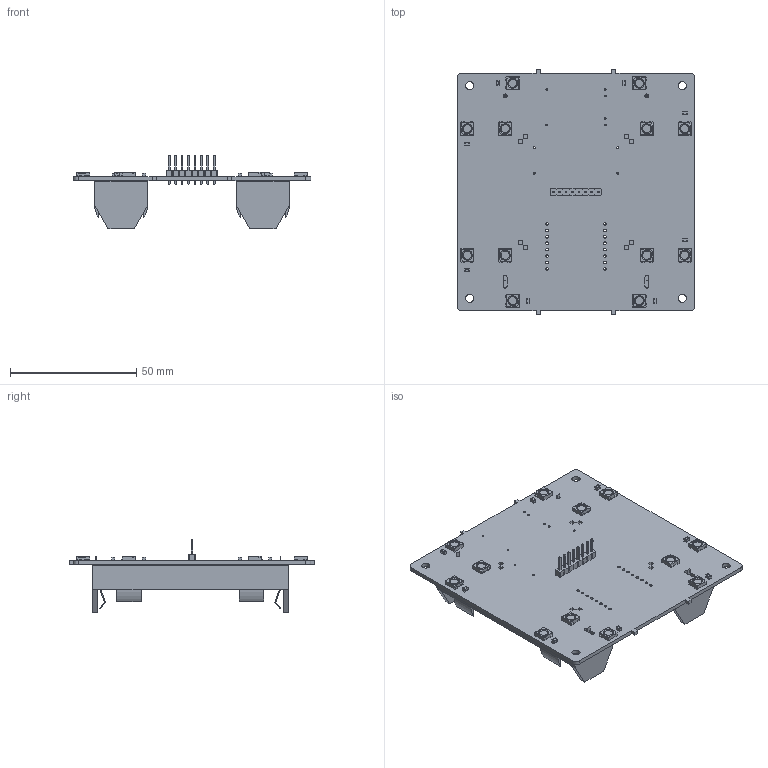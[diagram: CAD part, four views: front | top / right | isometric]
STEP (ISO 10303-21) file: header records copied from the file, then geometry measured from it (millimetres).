
FILE_DESCRIPTION(('KiCad electronic assembly'),'2;1');
FILE_NAME('nyantern.step','2020-09-23T22:19:38',('An Author'),( 'A Company'),'Open CASCADE STEP processor 6.9', 'KiCad to STEP converter','Unknown');
FILE_SCHEMA(('AUTOMOTIVE_DESIGN { 1 0 10303 214 1 1 1 1 }'));
Length unit declared in the file: millimetre
Products named in the file (10): Open CASCADE STEP translator 6.9 1; LED_SK6812_PLCC4_5.0x5.0mm_P3.2mm; SOLID; PinHeader_1x08_P2.54mm_Vertical; C_0805_2012Metric; BatteryHolder_MPD_BH-18650-PC2; COMPOUND
Assembly tree (28 placements, depth 3):
  Open CASCADE STEP translator 6.9 1
    LED_SK6812_PLCC4_5.0x5.0mm_P3.2mm  x12
      SOLID
    PinHeader_1x08_P2.54mm_Vertical
      SOLID
    C_0805_2012Metric  x8
      SOLID
    BatteryHolder_MPD_BH-18650-PC2  x2
      SOLID
    COMPOUND
Bounding box: 94 x 97.2 x 29.24 mm (x, y, z)
Volume: 27541.8 mm3; surface area: 34801.1 mm2
Topology: 24 solids, 24 shells, 1466 faces, 4094 edges, 2680 vertices
Faces by surface type: plane 1032, cylinder 422, cone 12
Full cylindrical faces by diameter (mm): 0.762 x10, 1 x8, 1.016 x16, 1.5 x2, 3.2 x8, 3.333 x12
Entity records: 34040 total; most frequent: CARTESIAN_POINT 6234, DIRECTION 4750, LINE 3293, VECTOR 3293, ORIENTED_EDGE 2434, PCURVE 2434, DEFINITIONAL_REPRESENTATION 2434, EDGE_CURVE 1217
